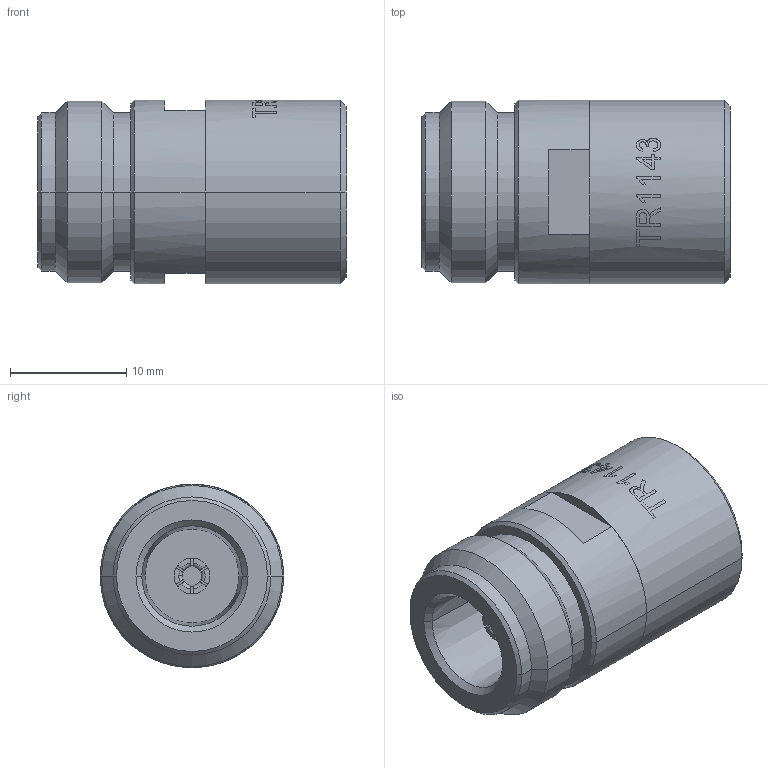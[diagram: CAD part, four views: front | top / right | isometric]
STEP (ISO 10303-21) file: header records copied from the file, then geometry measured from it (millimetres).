
FILE_DESCRIPTION (( 'STEP AP214' ), '1' );
FILE_NAME ('LCTR1143_3D.step', '2023-05-10T14:50:58', ( '' ), ( '' ), 'SwSTEP 2.0', 'SolidWorks 2022', '' );
FILE_SCHEMA (( 'AUTOMOTIVE_DESIGN' ));
Length unit declared in the file: millimetre
Products named in the file (1): LCTR1143_3D
Bounding box: 26.51 x 15.8 x 15.8 mm (x, y, z)
Volume: 4447.2 mm3; surface area: 2039.5 mm2
Topology: 1 solids, 1 shells, 107 faces, 304 edges, 211 vertices
Faces by surface type: plane 38, cone 31, cylinder 24, torus 14
Entity records: 4340 total; most frequent: CARTESIAN_POINT 1454, ORIENTED_EDGE 608, DIRECTION 572, EDGE_CURVE 304, AXIS2_PLACEMENT_3D 241, VERTEX_POINT 211, CIRCLE 133, EDGE_LOOP 119
